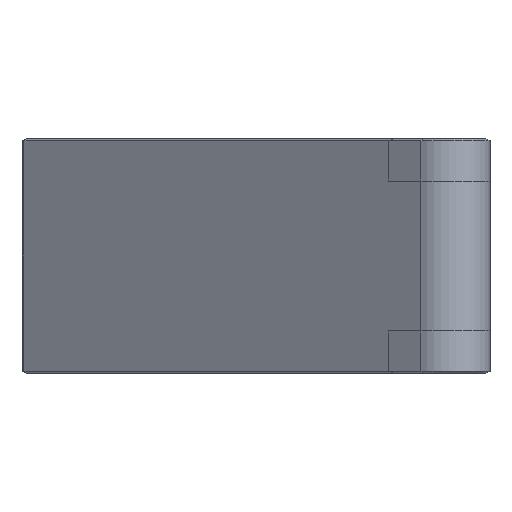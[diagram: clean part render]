
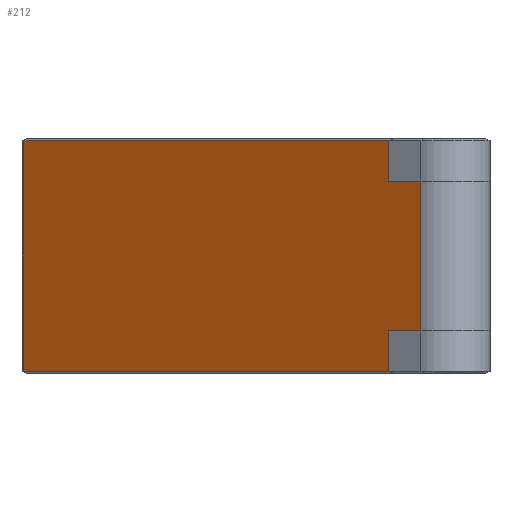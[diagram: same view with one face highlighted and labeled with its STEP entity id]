
A CAD part, left-side view. The second image highlights one B-rep face of the part: STEP entity #212.
In plain terms, the highlighted planar face has unit normal (-0.819, 0.574, 0).
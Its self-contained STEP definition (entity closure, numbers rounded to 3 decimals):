
#78=PLANE('',#1343);
#137=FACE_OUTER_BOUND('',#306,.T.);
#212=ADVANCED_FACE('INSERT_SIDE_2',(#137),#78,.T.);
#306=EDGE_LOOP('',(#435,#436,#437,#438,#439,#440,#441,#442));
#435=ORIENTED_EDGE('',*,*,#818,.T.);
#436=ORIENTED_EDGE('',*,*,#792,.T.);
#437=ORIENTED_EDGE('',*,*,#788,.T.);
#438=ORIENTED_EDGE('',*,*,#786,.F.);
#439=ORIENTED_EDGE('',*,*,#819,.F.);
#440=ORIENTED_EDGE('',*,*,#820,.T.);
#441=ORIENTED_EDGE('',*,*,#796,.T.);
#442=ORIENTED_EDGE('',*,*,#821,.T.);
#687=VERTEX_POINT('',#1809);
#688=VERTEX_POINT('',#1811);
#689=VERTEX_POINT('',#1815);
#692=VERTEX_POINT('',#1823);
#695=VERTEX_POINT('',#1830);
#696=VERTEX_POINT('',#1832);
#707=VERTEX_POINT('',#1873);
#708=VERTEX_POINT('',#1875);
#786=EDGE_CURVE('',#687,#688,#1010,.T.);
#788=EDGE_CURVE('',#689,#688,#1011,.T.);
#792=EDGE_CURVE('',#692,#689,#1014,.T.);
#796=EDGE_CURVE('',#696,#695,#1017,.T.);
#818=EDGE_CURVE('',#707,#692,#1038,.T.);
#819=EDGE_CURVE('',#708,#687,#1039,.T.);
#820=EDGE_CURVE('',#708,#696,#1040,.T.);
#821=EDGE_CURVE('',#695,#707,#1041,.T.);
#1010=LINE('',#1810,#1146);
#1011=LINE('',#1814,#1147);
#1014=LINE('',#1822,#1150);
#1017=LINE('',#1831,#1153);
#1038=LINE('',#1872,#1174);
#1039=LINE('',#1874,#1175);
#1040=LINE('',#1876,#1176);
#1041=LINE('',#1877,#1177);
#1146=VECTOR('',#1471,1.);
#1147=VECTOR('',#1476,1.);
#1150=VECTOR('',#1483,1.);
#1153=VECTOR('',#1490,1.);
#1174=VECTOR('',#1529,1.);
#1175=VECTOR('',#1530,1.);
#1176=VECTOR('',#1531,1.);
#1177=VECTOR('',#1532,1.);
#1343=AXIS2_PLACEMENT_3D('',#1878,#1533,#1534);
#1471=DIRECTION('',(-0.574,-0.819,0.));
#1476=DIRECTION('',(0.,0.,1.));
#1483=DIRECTION('',(-0.574,-0.819,0.));
#1490=DIRECTION('',(0.,0.,-1.));
#1529=DIRECTION('',(0.,0.,1.));
#1530=DIRECTION('',(0.,0.,-1.));
#1531=DIRECTION('',(0.574,0.819,0.));
#1532=DIRECTION('',(-0.574,-0.819,0.));
#1533=DIRECTION('',(-0.819,0.574,0.));
#1534=DIRECTION('',(0.574,0.819,0.));
#1809=CARTESIAN_POINT('',(1.92,2.742,-1.091));
#1810=CARTESIAN_POINT('',(0.,0.,-1.091));
#1811=CARTESIAN_POINT('',(1.312,1.874,-1.091));
#1814=CARTESIAN_POINT('',(1.312,1.874,0.059));
#1815=CARTESIAN_POINT('',(1.312,1.874,-5.161));
#1822=CARTESIAN_POINT('',(0.,0.,-5.161));
#1823=CARTESIAN_POINT('',(1.92,2.742,-5.161));
#1830=CARTESIAN_POINT('',(8.855,12.646,-6.252));
#1831=CARTESIAN_POINT('',(8.855,12.646,0.059));
#1832=CARTESIAN_POINT('',(8.855,12.646,0.));
#1872=CARTESIAN_POINT('',(1.92,2.742,-6.311));
#1873=CARTESIAN_POINT('',(1.92,2.742,-6.252));
#1874=CARTESIAN_POINT('',(1.92,2.742,0.059));
#1875=CARTESIAN_POINT('',(1.92,2.742,0.));
#1876=CARTESIAN_POINT('',(0.,0.,0.));
#1877=CARTESIAN_POINT('',(0.,0.,-6.252));
#1878=CARTESIAN_POINT('',(0.,0.,0.059));
